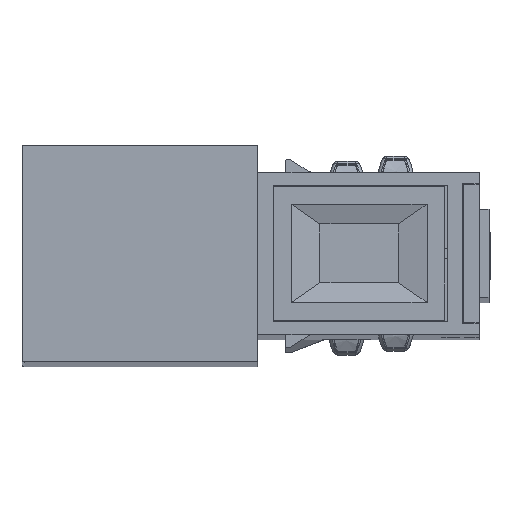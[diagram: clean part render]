
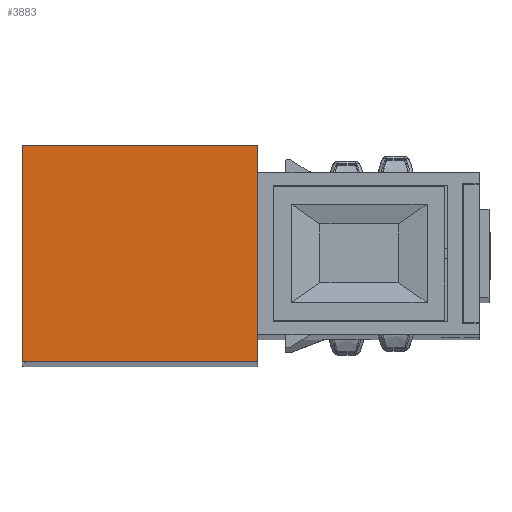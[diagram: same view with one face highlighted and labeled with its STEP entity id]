
A CAD part, top view. The second image highlights one B-rep face of the part: STEP entity #3883.
In plain terms, the highlighted planar face has unit normal (0, 0, 1).
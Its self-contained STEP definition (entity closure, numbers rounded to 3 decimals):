
#418=DIRECTION('',(-1.,0.,0.));
#419=VECTOR('',#418,24.);
#420=CARTESIAN_POINT('',(24.,11.,152.));
#421=LINE('',#420,#419);
#422=DIRECTION('',(0.,1.,0.));
#423=VECTOR('',#422,22.);
#424=CARTESIAN_POINT('',(24.,-11.,152.));
#425=LINE('',#424,#423);
#426=DIRECTION('',(1.,0.,0.));
#427=VECTOR('',#426,24.);
#428=CARTESIAN_POINT('',(0.,-11.,152.));
#429=LINE('',#428,#427);
#430=DIRECTION('',(0.,-1.,0.));
#431=VECTOR('',#430,22.);
#432=CARTESIAN_POINT('',(0.,11.,152.));
#433=LINE('',#432,#431);
#2381=CARTESIAN_POINT('',(24.,11.,152.));
#2382=CARTESIAN_POINT('',(0.,11.,152.));
#2383=VERTEX_POINT('',#2381);
#2384=VERTEX_POINT('',#2382);
#2385=CARTESIAN_POINT('',(0.,-11.,152.));
#2386=VERTEX_POINT('',#2385);
#2387=CARTESIAN_POINT('',(24.,-11.,152.));
#2388=VERTEX_POINT('',#2387);
#3872=CARTESIAN_POINT('',(0.,0.,152.));
#3873=DIRECTION('',(0.,0.,1.));
#3874=DIRECTION('',(0.,1.,0.));
#3875=AXIS2_PLACEMENT_3D('',#3872,#3873,#3874);
#3876=PLANE('',#3875);
#3877=ORIENTED_EDGE('',*,*,#3251,.F.);
#3878=ORIENTED_EDGE('',*,*,#3809,.F.);
#3879=ORIENTED_EDGE('',*,*,#3772,.F.);
#3880=ORIENTED_EDGE('',*,*,#3727,.F.);
#3881=EDGE_LOOP('',(#3877,#3878,#3879,#3880));
#3882=FACE_OUTER_BOUND('',#3881,.F.);
#3251=EDGE_CURVE('',#2383,#2384,#421,.T.);
#3727=EDGE_CURVE('',#2384,#2386,#433,.T.);
#3772=EDGE_CURVE('',#2386,#2388,#429,.T.);
#3809=EDGE_CURVE('',#2388,#2383,#425,.T.);
#3883=ADVANCED_FACE('',(#3882),#3876,.T.);
